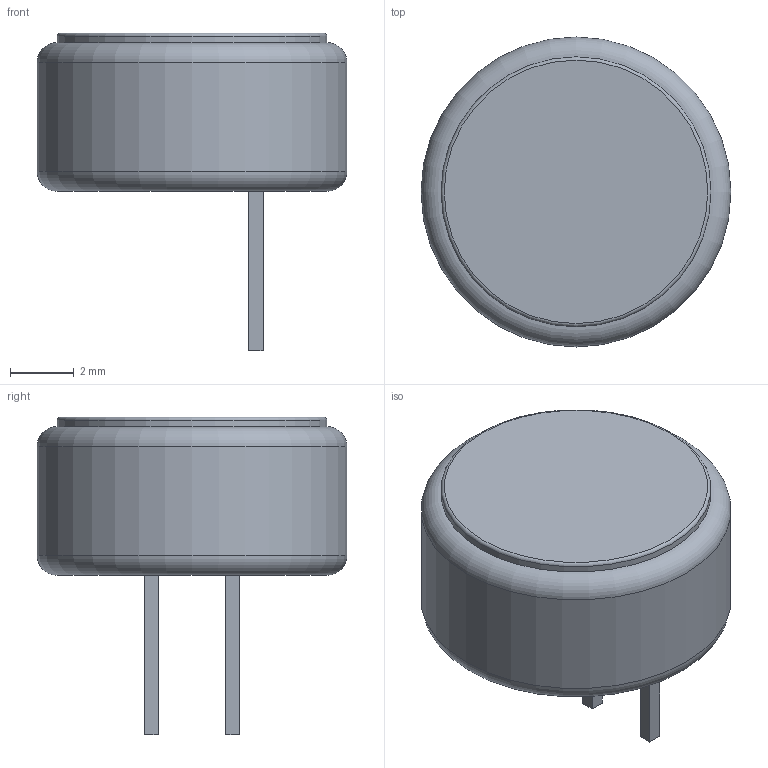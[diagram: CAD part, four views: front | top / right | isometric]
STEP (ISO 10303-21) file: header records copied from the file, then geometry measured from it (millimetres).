
FILE_DESCRIPTION(/* description */ (''),/* implementation_level */ '2;1');
FILE_NAME(/* name */ 'CUI Devices - CMA-4544PF-W.step',/* time_stamp */ '2020-04-23T19:38:14+01:00',/* author */ (''),/* organization */ (''),/* preprocessor_version */ 'ST-DEVELOPER v18.1',/* originating_system */ 'Autodesk Translation Framework v9.2.0.1227',/* authorisation */ '');
FILE_SCHEMA (('AUTOMOTIVE_DESIGN { 1 0 10303 214 3 1 1 }'));
Length unit declared in the file: millimetre
Products named in the file (1): CUI Devices - CMA-4544PF-W
Bounding box: 9.7 x 9.7 x 9.95 mm (x, y, z)
Volume: 318.5 mm3; surface area: 398.9 mm2
Topology: 1 solids, 3 shells, 45 faces, 107 edges, 70 vertices
Faces by surface type: plane 32, cylinder 10, torus 3
Full cylindrical faces by diameter (mm): 8.45 x1, 9.7 x1
Entity records: 1344 total; most frequent: DIRECTION 224, CARTESIAN_POINT 223, ORIENTED_EDGE 214, EDGE_CURVE 107, LINE 82, VECTOR 82, AXIS2_PLACEMENT_3D 71, VERTEX_POINT 70
